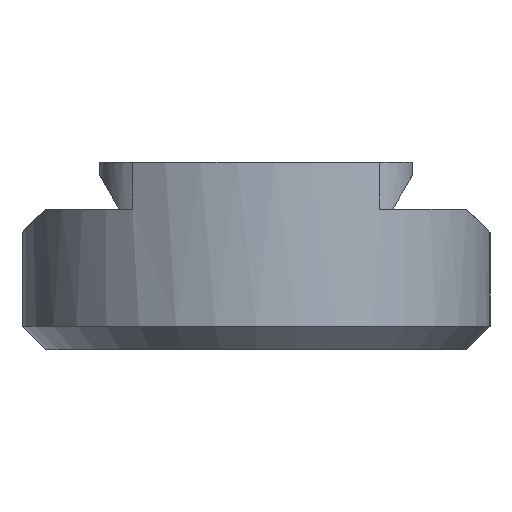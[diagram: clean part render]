
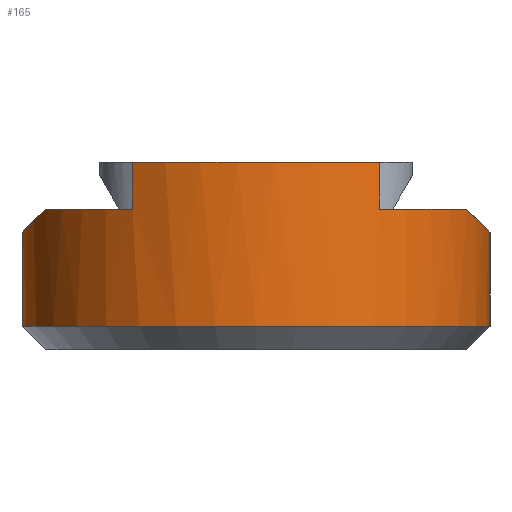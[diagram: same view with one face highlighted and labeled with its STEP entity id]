
A CAD part, left-side view. The second image highlights one B-rep face of the part: STEP entity #165.
In plain terms, the highlighted cylindrical face has radius 10 mm (diameter 20 mm), a partial arc.
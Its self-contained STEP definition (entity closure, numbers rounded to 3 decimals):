
#165=ADVANCED_FACE('',(#561),#563,.T.);
#561=FACE_BOUND('',#562,.T.);
#562=EDGE_LOOP('',(#874,#875,#876,#877,#878,#879,#880,#881,#882,#883));
#563=CYLINDRICAL_SURFACE('',#564,10.);
#564=AXIS2_PLACEMENT_3D('',#565,#566,#567);
#565=CARTESIAN_POINT('',(-65.,0.,-3.));
#566=DIRECTION('',(0.,0.,-1.));
#567=DIRECTION('',(0.,-1.,0.));
#874=ORIENTED_EDGE('',*,*,#1081,.F.);
#875=ORIENTED_EDGE('',*,*,#1069,.F.);
#876=ORIENTED_EDGE('',*,*,#1060,.F.);
#877=ORIENTED_EDGE('',*,*,#1076,.F.);
#878=ORIENTED_EDGE('',*,*,#1082,.F.);
#879=ORIENTED_EDGE('',*,*,#1023,.F.);
#880=ORIENTED_EDGE('',*,*,#1083,.F.);
#881=ORIENTED_EDGE('',*,*,#1072,.F.);
#882=ORIENTED_EDGE('',*,*,#1056,.F.);
#883=ORIENTED_EDGE('',*,*,#1065,.F.);
#1023=EDGE_CURVE('',#1141,#1143,#1144,.F.);
#1056=EDGE_CURVE('',#1204,#1205,#1206,.F.);
#1060=EDGE_CURVE('',#1212,#1213,#1214,.F.);
#1065=EDGE_CURVE('',#1220,#1204,#1223,.T.);
#1069=EDGE_CURVE('',#1213,#1225,#1229,.F.);
#1072=EDGE_CURVE('',#1205,#1233,#1234,.F.);
#1076=EDGE_CURVE('',#1238,#1212,#1240,.F.);
#1081=EDGE_CURVE('',#1225,#1220,#1245,.T.);
#1082=EDGE_CURVE('',#1143,#1238,#1246,.F.);
#1083=EDGE_CURVE('',#1233,#1141,#1247,.T.);
#1141=VERTEX_POINT('',#1334);
#1143=VERTEX_POINT('',#1339);
#1144=CIRCLE('',#1340,10.);
#1204=VERTEX_POINT('',#1484);
#1205=VERTEX_POINT('',#1485);
#1206=(BOUNDED_CURVE()B_SPLINE_CURVE(3,
(#1486,#1487,#1488,#1489),
.UNSPECIFIED.,.F.,.F.)B_SPLINE_CURVE_WITH_KNOTS((4,4),
(0.,1.),
.UNSPECIFIED.)CURVE()GEOMETRIC_REPRESENTATION_ITEM()RATIONAL_B_SPLINE_CURVE((1.,
0.983,0.983,1.))REPRESENTATION_ITEM(''));
#1212=VERTEX_POINT('',#1502);
#1213=VERTEX_POINT('',#1503);
#1214=(BOUNDED_CURVE()B_SPLINE_CURVE(3,
(#1504,#1505,#1506,#1507),
.UNSPECIFIED.,.F.,.F.)B_SPLINE_CURVE_WITH_KNOTS((4,4),
(0.,1.),
.UNSPECIFIED.)CURVE()GEOMETRIC_REPRESENTATION_ITEM()RATIONAL_B_SPLINE_CURVE((1.,
0.983,0.983,1.))REPRESENTATION_ITEM(''));
#1220=VERTEX_POINT('',#1520);
#1223=LINE('',#1525,#1526);
#1225=VERTEX_POINT('',#1531);
#1229=LINE('',#1539,#1540);
#1233=VERTEX_POINT('',#1551);
#1234=CIRCLE('',#1552,10.);
#1238=VERTEX_POINT('',#1565);
#1240=CIRCLE('',#1570,10.);
#1245=CIRCLE('',#1588,10.);
#1246=LINE('',#1592,#1593);
#1247=LINE('',#1595,#1596);
#1334=CARTESIAN_POINT('',(-73.489,5.286,5.));
#1339=CARTESIAN_POINT('',(-73.489,-5.286,5.));
#1340=AXIS2_PLACEMENT_3D('',#1341,#1342,#1343);
#1341=CARTESIAN_POINT('',(-65.,0.,5.));
#1342=DIRECTION('',(0.,0.,-1.));
#1343=DIRECTION('',(-0.849,-0.529,0.));
#1484=CARTESIAN_POINT('',(-65.,10.,2.));
#1485=CARTESIAN_POINT('',(-69.359,9.,3.));
#1486=CARTESIAN_POINT('',(-69.359,9.,3.));
#1487=CARTESIAN_POINT('',(-67.994,9.661,2.339));
#1488=CARTESIAN_POINT('',(-66.516,10.,2.));
#1489=CARTESIAN_POINT('',(-65.,10.,2.));
#1502=CARTESIAN_POINT('',(-69.359,-9.,3.));
#1503=CARTESIAN_POINT('',(-65.,-10.,2.));
#1504=CARTESIAN_POINT('',(-65.,-10.,2.));
#1505=CARTESIAN_POINT('',(-66.516,-10.,2.));
#1506=CARTESIAN_POINT('',(-67.994,-9.661,2.339));
#1507=CARTESIAN_POINT('',(-69.359,-9.,3.));
#1520=CARTESIAN_POINT('',(-65.,10.,-2.));
#1525=CARTESIAN_POINT('',(-65.,10.,-2.));
#1526=VECTOR('',#1527,1.);
#1527=DIRECTION('',(0.,0.,1.));
#1531=CARTESIAN_POINT('',(-65.,-10.,-2.));
#1539=CARTESIAN_POINT('',(-65.,-10.,-2.));
#1540=VECTOR('',#1541,1.);
#1541=DIRECTION('',(0.,0.,1.));
#1551=CARTESIAN_POINT('',(-73.489,5.286,3.));
#1552=AXIS2_PLACEMENT_3D('',#1553,#1554,#1555);
#1553=CARTESIAN_POINT('',(-65.,0.,3.));
#1554=DIRECTION('',(0.,0.,-1.));
#1555=DIRECTION('',(-0.849,0.529,0.));
#1565=CARTESIAN_POINT('',(-73.489,-5.286,3.));
#1570=AXIS2_PLACEMENT_3D('',#1571,#1572,#1573);
#1571=CARTESIAN_POINT('',(-65.,0.,3.));
#1572=DIRECTION('',(0.,0.,-1.));
#1573=DIRECTION('',(-0.436,-0.9,0.));
#1588=AXIS2_PLACEMENT_3D('',#1589,#1590,#1591);
#1589=CARTESIAN_POINT('',(-65.,0.,-2.));
#1590=DIRECTION('',(0.,0.,-1.));
#1591=DIRECTION('',(0.,-1.,0.));
#1592=CARTESIAN_POINT('',(-73.489,-5.286,3.));
#1593=VECTOR('',#1594,1.);
#1594=DIRECTION('',(0.,0.,1.));
#1595=CARTESIAN_POINT('',(-73.489,5.286,3.));
#1596=VECTOR('',#1597,1.);
#1597=DIRECTION('',(0.,0.,1.));
